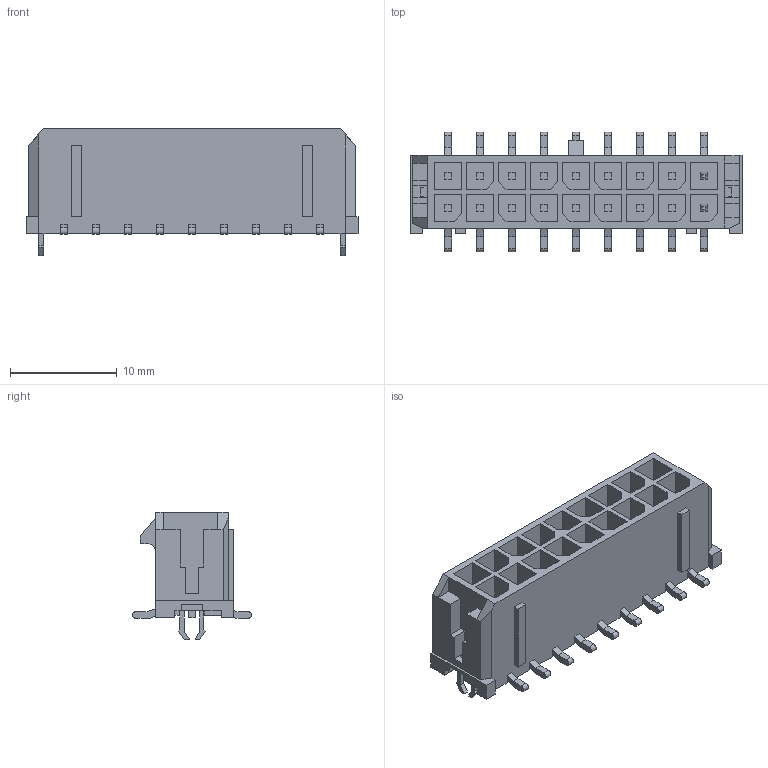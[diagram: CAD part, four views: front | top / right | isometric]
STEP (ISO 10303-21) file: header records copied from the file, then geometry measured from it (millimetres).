
FILE_DESCRIPTION((''),'2;1');
FILE_NAME('430451815','2020-04-17T',('gga'),(''),'PRO/ENGINEER BY PARAMETRIC TECHNOLOGY CORPORATION, 2016010','PRO/ENGINEER BY PARAMETRIC TECHNOLOGY CORPORATION, 2016010','');
FILE_SCHEMA(('CONFIG_CONTROL_DESIGN'));
Length unit declared in the file: millimetre
Products named in the file (1): 430451815
Bounding box: 31.15 x 11.2 x 11.96 mm (x, y, z)
Volume: 1243.3 mm3; surface area: 2800.5 mm2
Topology: 1 solids, 1 shells, 701 faces, 1855 edges, 1201 vertices
Faces by surface type: plane 682, cylinder 19
Entity records: 20938 total; most frequent: CARTESIAN_POINT 3671, ORIENTED_EDGE 3540, DIRECTION 3301, VECTOR 1813, LINE 1813, EDGE_CURVE 1770, VERTEX_POINT 1114, AXIS2_PLACEMENT_3D 744
